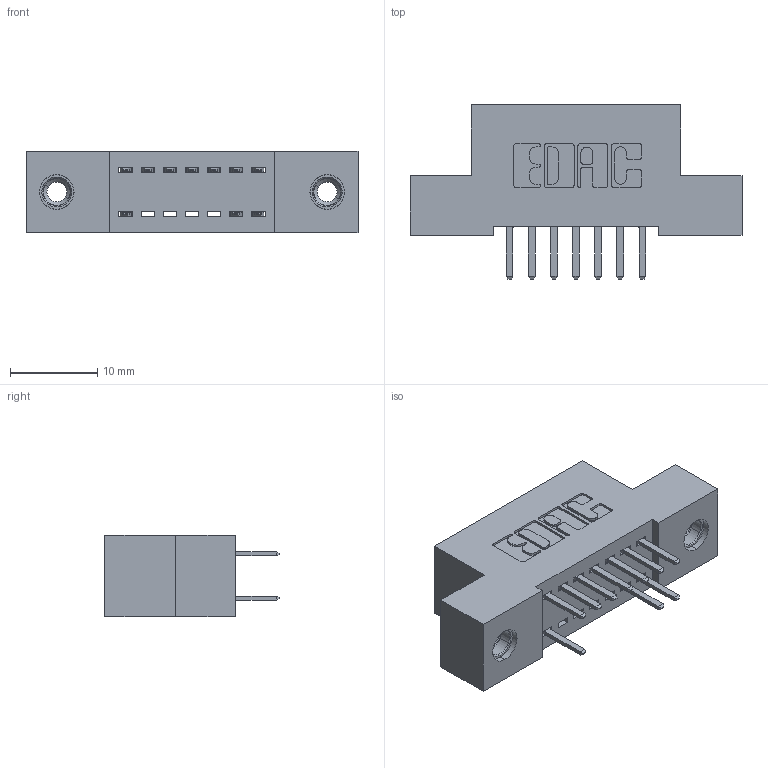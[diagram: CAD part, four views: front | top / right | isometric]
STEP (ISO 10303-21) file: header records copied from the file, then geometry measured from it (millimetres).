
FILE_DESCRIPTION (( 'STEP AP203' ), '1' );
FILE_NAME ('392-014-520-208.STEP', '2018-08-14T23:27:36', ( '' ), ( '' ), 'SwSTEP 2.0', 'SolidWorks 2016', '' );
FILE_SCHEMA (( 'CONFIG_CONTROL_DESIGN' ));
Length unit declared in the file: inch
Products named in the file (4): 342 Part_TI; 345-292-001_345-293-120; 345-250-001_345-250-003-102; 392-014-520-208
Assembly tree (13 placements, depth 2):
  392-014-520-208
    342 Part_TI
    345-292-001_345-293-120  x10
    345-250-001_345-250-003-102  x2
Bounding box: 38.1 x 20.02 x 9.4 mm (x, y, z)
Volume: 3211.5 mm3; surface area: 4166.1 mm2
Topology: 13 solids, 13 shells, 754 faces, 2149 edges, 1398 vertices
Faces by surface type: plane 502, cylinder 236, cone 12, torus 4
Entity records: 10070 total; most frequent: CARTESIAN_POINT 1721, ORIENTED_EDGE 1642, DIRECTION 1547, EDGE_CURVE 821, VECTOR 669, LINE 669, VERTEX_POINT 540, AXIS2_PLACEMENT_3D 439
